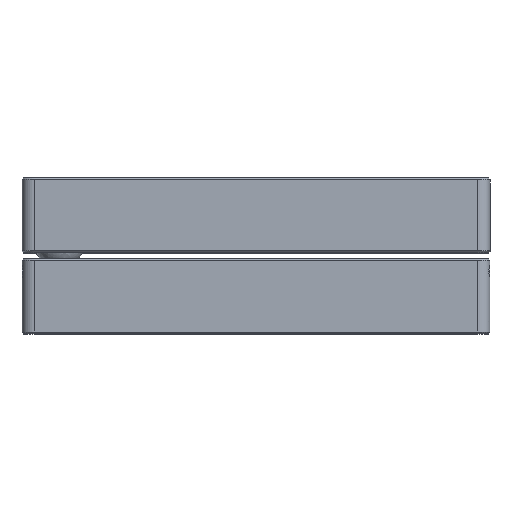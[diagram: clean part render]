
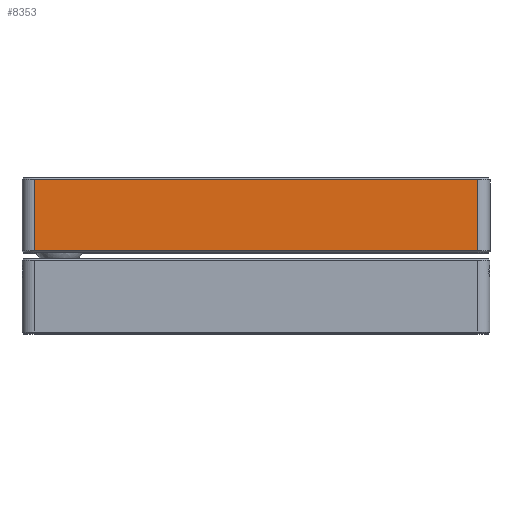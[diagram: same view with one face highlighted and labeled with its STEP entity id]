
A CAD part, top view. The second image highlights one B-rep face of the part: STEP entity #8353.
In plain terms, the highlighted planar face has unit normal (0, 0, 1).
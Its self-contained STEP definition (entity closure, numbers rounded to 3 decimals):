
#342 = CARTESIAN_POINT ( 'NONE',  ( 37.5, 6.991, 37.5 ) ) ;
#559 = LINE ( 'NONE', #4634, #5877 ) ;
#562 = VERTEX_POINT ( 'NONE', #2669 ) ;
#819 = CARTESIAN_POINT ( 'NONE',  ( -35.5, 18.741, 37.5 ) ) ;
#851 = VECTOR ( 'NONE', #6000, 1000. ) ;
#1156 = EDGE_CURVE ( 'NONE', #5903, #7933, #2666, .T. ) ;
#1451 = VECTOR ( 'NONE', #5229, 1000. ) ;
#1733 = PLANE ( 'NONE',  #8160 ) ;
#1953 = EDGE_CURVE ( 'NONE', #7933, #562, #6117, .T. ) ;
#2608 = CARTESIAN_POINT ( 'NONE',  ( 37.5, 18.741, 37.5 ) ) ;
#2666 = LINE ( 'NONE', #2608, #851 ) ;
#2669 = CARTESIAN_POINT ( 'NONE',  ( -35.5, 7.241, 37.5 ) ) ;
#2699 = EDGE_CURVE ( 'NONE', #562, #6771, #6854, .T. ) ;
#2827 = DIRECTION ( 'NONE',  ( 0., -1., 0. ) ) ;
#3128 = DIRECTION ( 'NONE',  ( 0., 0., -1. ) ) ;
#3225 = DIRECTION ( 'NONE',  ( 0., 1., 0. ) ) ;
#3446 = ORIENTED_EDGE ( 'NONE', *, *, #6414, .T. ) ;
#3496 = ORIENTED_EDGE ( 'NONE', *, *, #1156, .T. ) ;
#3738 = CARTESIAN_POINT ( 'NONE',  ( 35.5, 7.241, 37.5 ) ) ;
#3870 = CARTESIAN_POINT ( 'NONE',  ( 35.5, 7.241, 37.5 ) ) ;
#4172 = CARTESIAN_POINT ( 'NONE',  ( -35.5, 6.991, 37.5 ) ) ;
#4317 = VECTOR ( 'NONE', #2827, 1000. ) ;
#4441 = ORIENTED_EDGE ( 'NONE', *, *, #2699, .T. ) ;
#4587 = ORIENTED_EDGE ( 'NONE', *, *, #1953, .T. ) ;
#4634 = CARTESIAN_POINT ( 'NONE',  ( 35.5, 6.991, 37.5 ) ) ;
#4731 = EDGE_LOOP ( 'NONE', ( #3446, #3496, #4587, #4441 ) ) ;
#5229 = DIRECTION ( 'NONE',  ( 1., 0., 0. ) ) ;
#5877 = VECTOR ( 'NONE', #3225, 1000. ) ;
#5903 = VERTEX_POINT ( 'NONE', #8780 ) ;
#6000 = DIRECTION ( 'NONE',  ( -1., 0., 0. ) ) ;
#6117 = LINE ( 'NONE', #4172, #4317 ) ;
#6414 = EDGE_CURVE ( 'NONE', #6771, #5903, #559, .T. ) ;
#6464 = DIRECTION ( 'NONE',  ( 1., 0., 0. ) ) ;
#6771 = VERTEX_POINT ( 'NONE', #3738 ) ;
#6854 = LINE ( 'NONE', #3870, #1451 ) ;
#7865 = FACE_OUTER_BOUND ( 'NONE', #4731, .T. ) ;
#7933 = VERTEX_POINT ( 'NONE', #819 ) ;
#8160 = AXIS2_PLACEMENT_3D ( 'NONE', #342, #3128, #6464 ) ;
#8353 = ADVANCED_FACE ( 'NONE', ( #7865 ), #1733, .F. ) ;
#8780 = CARTESIAN_POINT ( 'NONE',  ( 35.5, 18.741, 37.5 ) ) ;
